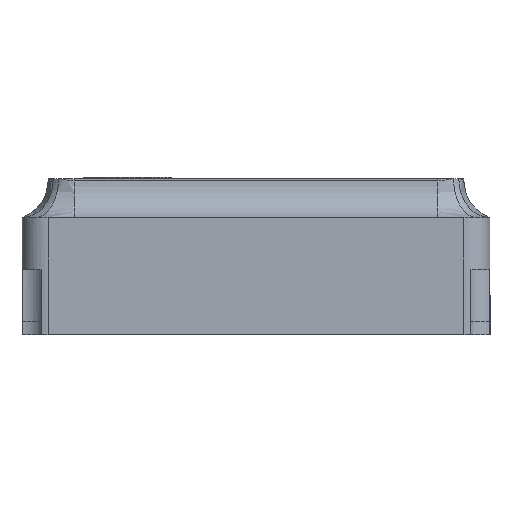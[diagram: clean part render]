
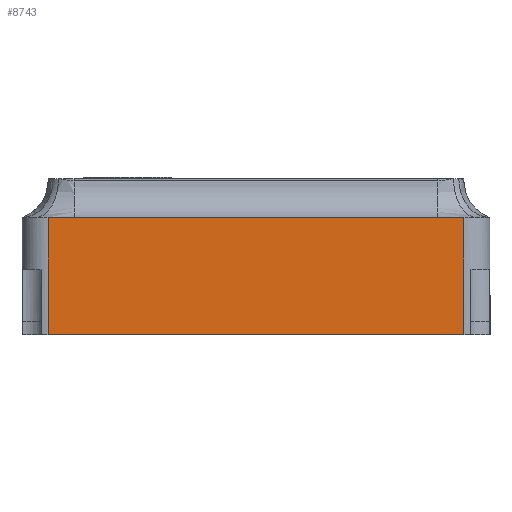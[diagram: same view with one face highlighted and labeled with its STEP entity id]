
A CAD part, left-side view. The second image highlights one B-rep face of the part: STEP entity #8743.
In plain terms, the highlighted planar face has unit normal (-1, 0, 0).
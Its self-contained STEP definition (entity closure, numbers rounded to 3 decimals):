
#23 = EDGE_CURVE ( 'NONE', #3674, #13510, #8116, .T. ) ;
#358 = VECTOR ( 'NONE', #12843, 1000. ) ;
#1032 = LINE ( 'NONE', #6957, #18057 ) ;
#1181 = CARTESIAN_POINT ( 'NONE',  ( -3., -1.8, 0.9 ) ) ;
#1735 = ORIENTED_EDGE ( 'NONE', *, *, #15373, .F. ) ;
#2660 = DIRECTION ( 'NONE',  ( 0., -1., 0. ) ) ;
#2794 = ORIENTED_EDGE ( 'NONE', *, *, #6561, .T. ) ;
#2926 = EDGE_CURVE ( 'NONE', #7521, #11769, #10812, .T. ) ;
#3052 = CARTESIAN_POINT ( 'NONE',  ( -3., 1.4, 0.9 ) ) ;
#3275 = VECTOR ( 'NONE', #15643, 1000. ) ;
#3674 = VERTEX_POINT ( 'NONE', #7172 ) ;
#4212 = CARTESIAN_POINT ( 'NONE',  ( -3., -1.6, 0.9 ) ) ;
#4313 = DIRECTION ( 'NONE',  ( 0., 0., 1. ) ) ;
#4758 = AXIS2_PLACEMENT_3D ( 'NONE', #1181, #5326, #15146 ) ;
#5326 = DIRECTION ( 'NONE',  ( 1., 0., 0. ) ) ;
#5849 = DIRECTION ( 'NONE',  ( 0., 0., -1. ) ) ;
#5925 = CARTESIAN_POINT ( 'NONE',  ( -3., -1.8, 0.9 ) ) ;
#6561 = EDGE_CURVE ( 'NONE', #9118, #11769, #17086, .T. ) ;
#6957 = CARTESIAN_POINT ( 'NONE',  ( -3., -1.8, 0. ) ) ;
#7155 = CARTESIAN_POINT ( 'NONE',  ( -3., -1.8, 0.9 ) ) ;
#7172 = CARTESIAN_POINT ( 'NONE',  ( -3., 1.6, 0.9 ) ) ;
#7521 = VERTEX_POINT ( 'NONE', #13965 ) ;
#8116 = LINE ( 'NONE', #5925, #3275 ) ;
#8197 = ORIENTED_EDGE ( 'NONE', *, *, #23, .F. ) ;
#8217 = CARTESIAN_POINT ( 'NONE',  ( -3., -1.6, 0.9 ) ) ;
#8219 = CARTESIAN_POINT ( 'NONE',  ( -3., -1.8, 0.9 ) ) ;
#8551 = ORIENTED_EDGE ( 'NONE', *, *, #16160, .T. ) ;
#8631 = CARTESIAN_POINT ( 'NONE',  ( -3., 1.6, 0.9 ) ) ;
#8743 = ADVANCED_FACE ( 'NONE', ( #9617 ), #9443, .F. ) ;
#9118 = VERTEX_POINT ( 'NONE', #17860 ) ;
#9443 = PLANE ( 'NONE',  #4758 ) ;
#9617 = FACE_OUTER_BOUND ( 'NONE', #14175, .T. ) ;
#10773 = VECTOR ( 'NONE', #4313, 1000. ) ;
#10812 = LINE ( 'NONE', #8219, #11731 ) ;
#11058 = ORIENTED_EDGE ( 'NONE', *, *, #2926, .F. ) ;
#11243 = VERTEX_POINT ( 'NONE', #13882 ) ;
#11374 = VECTOR ( 'NONE', #5849, 1000. ) ;
#11447 = LINE ( 'NONE', #8631, #11374 ) ;
#11731 = VECTOR ( 'NONE', #2660, 1000. ) ;
#11769 = VERTEX_POINT ( 'NONE', #8217 ) ;
#12843 = DIRECTION ( 'NONE',  ( 0., -1., 0. ) ) ;
#13510 = VERTEX_POINT ( 'NONE', #3052 ) ;
#13882 = CARTESIAN_POINT ( 'NONE',  ( -3., 1.6, 0. ) ) ;
#13965 = CARTESIAN_POINT ( 'NONE',  ( -3., -1.4, 0.9 ) ) ;
#14003 = EDGE_CURVE ( 'NONE', #3674, #11243, #11447, .T. ) ;
#14175 = EDGE_LOOP ( 'NONE', ( #8551, #2794, #11058, #1735, #8197, #15784 ) ) ;
#15146 = DIRECTION ( 'NONE',  ( 0., 0., -1. ) ) ;
#15367 = DIRECTION ( 'NONE',  ( 0., -1., 0. ) ) ;
#15373 = EDGE_CURVE ( 'NONE', #13510, #7521, #17315, .T. ) ;
#15643 = DIRECTION ( 'NONE',  ( 0., -1., 0. ) ) ;
#15784 = ORIENTED_EDGE ( 'NONE', *, *, #14003, .T. ) ;
#16160 = EDGE_CURVE ( 'NONE', #11243, #9118, #1032, .T. ) ;
#17086 = LINE ( 'NONE', #4212, #10773 ) ;
#17315 = LINE ( 'NONE', #7155, #358 ) ;
#17860 = CARTESIAN_POINT ( 'NONE',  ( -3., -1.6, 0. ) ) ;
#18057 = VECTOR ( 'NONE', #15367, 1000. ) ;
